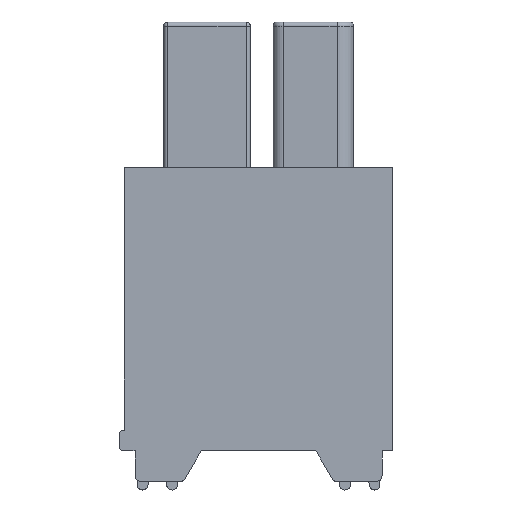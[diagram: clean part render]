
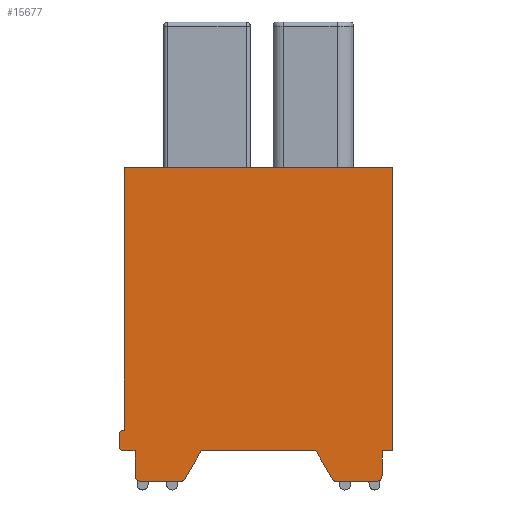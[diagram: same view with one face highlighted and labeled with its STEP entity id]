
A CAD part, left-side view. The second image highlights one B-rep face of the part: STEP entity #15677.
In plain terms, the highlighted planar face has unit normal (-1, 0, 0).
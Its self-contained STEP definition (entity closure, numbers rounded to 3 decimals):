
#6604=CARTESIAN_POINT('',(42.,14.79,-20.789));
#6605=VERTEX_POINT('',#6604);
#6606=CARTESIAN_POINT('',(42.,14.99,-20.589));
#6607=VERTEX_POINT('',#6606);
#6608=CARTESIAN_POINT('',(42.,14.79,-20.589));
#6609=DIRECTION('',(0.,0.,-1.));
#6610=DIRECTION('',(1.,0.,0.));
#6611=AXIS2_PLACEMENT_3D('',#6608,#6610,#6609);
#6612=CIRCLE('',#6611,0.2);
#6613=EDGE_CURVE('',#6605,#6607,#6612,.T.);
#6646=CARTESIAN_POINT('',(42.,14.99,-19.989));
#6647=VERTEX_POINT('',#6646);
#6648=CARTESIAN_POINT('',(42.,14.99,-20.589));
#6649=DIRECTION('',(0.,0.,1.));
#6650=VECTOR('',#6649,0.6);
#6651=LINE('',#6648,#6650);
#6652=EDGE_CURVE('',#6607,#6647,#6651,.T.);
#6677=CARTESIAN_POINT('',(42.,14.79,-19.789));
#6678=VERTEX_POINT('',#6677);
#6679=CARTESIAN_POINT('',(42.,14.79,-19.989));
#6680=DIRECTION('',(0.,1.,0.));
#6681=DIRECTION('',(1.,0.,0.));
#6682=AXIS2_PLACEMENT_3D('',#6679,#6681,#6680);
#6683=CIRCLE('',#6682,0.2);
#6684=EDGE_CURVE('',#6647,#6678,#6683,.T.);
#6710=CARTESIAN_POINT('',(42.,14.74,-19.789));
#6711=VERTEX_POINT('',#6710);
#6712=CARTESIAN_POINT('',(42.,14.79,-19.789));
#6713=DIRECTION('',(0.,-1.,0.));
#6714=VECTOR('',#6713,0.05);
#6715=LINE('',#6712,#6714);
#6716=EDGE_CURVE('',#6678,#6711,#6715,.T.);
#15520=CARTESIAN_POINT('',(42.,4.685,-22.139));
#15521=VERTEX_POINT('',#15520);
#15528=CARTESIAN_POINT('',(42.,5.465,-20.789));
#15529=VERTEX_POINT('',#15528);
#15530=CARTESIAN_POINT('',(42.,4.685,-22.139));
#15531=DIRECTION('',(0.,0.5,0.866));
#15532=VECTOR('',#15531,1.559);
#15533=LINE('',#15530,#15532);
#15534=EDGE_CURVE('',#15521,#15529,#15533,.T.);
#15545=CARTESIAN_POINT('',(42.,8.365,-14.689));
#15546=DIRECTION('',(0.,-1.,0.));
#15547=DIRECTION('',(-1.,0.,0.));
#15548=AXIS2_PLACEMENT_3D('',#15545,#15547,#15546);
#15549=PLANE('',#15548);
#15550=CARTESIAN_POINT('',(42.,4.425,-22.289));
#15551=VERTEX_POINT('',#15550);
#15552=CARTESIAN_POINT('',(42.,4.425,-21.989));
#15553=DIRECTION('',(0.,0.866,-0.5));
#15554=DIRECTION('',(-1.,0.,0.));
#15555=AXIS2_PLACEMENT_3D('',#15552,#15554,#15553);
#15556=CIRCLE('',#15555,0.3);
#15557=EDGE_CURVE('',#15521,#15551,#15556,.T.);
#15558=ORIENTED_EDGE('',*,*,#15557,.T.);
#15559=CARTESIAN_POINT('',(42.,2.565,-22.289));
#15560=VERTEX_POINT('',#15559);
#15561=CARTESIAN_POINT('',(42.,4.425,-22.289));
#15562=DIRECTION('',(0.,-1.,0.));
#15563=VECTOR('',#15562,1.861);
#15564=LINE('',#15561,#15563);
#15565=EDGE_CURVE('',#15551,#15560,#15564,.T.);
#15566=ORIENTED_EDGE('',*,*,#15565,.T.);
#15567=CARTESIAN_POINT('',(42.,2.265,-21.989));
#15568=VERTEX_POINT('',#15567);
#15569=CARTESIAN_POINT('',(42.,2.565,-21.989));
#15570=DIRECTION('',(0.,0.,-1.));
#15571=DIRECTION('',(-1.,0.,0.));
#15572=AXIS2_PLACEMENT_3D('',#15569,#15571,#15570);
#15573=CIRCLE('',#15572,0.3);
#15574=EDGE_CURVE('',#15560,#15568,#15573,.T.);
#15575=ORIENTED_EDGE('',*,*,#15574,.T.);
#15576=CARTESIAN_POINT('',(42.,2.265,-20.789));
#15577=VERTEX_POINT('',#15576);
#15578=CARTESIAN_POINT('',(42.,2.265,-21.989));
#15579=DIRECTION('',(0.,0.,1.));
#15580=VECTOR('',#15579,1.2);
#15581=LINE('',#15578,#15580);
#15582=EDGE_CURVE('',#15568,#15577,#15581,.T.);
#15583=ORIENTED_EDGE('',*,*,#15582,.T.);
#15584=CARTESIAN_POINT('',(42.,1.74,-20.789));
#15585=VERTEX_POINT('',#15584);
#15586=CARTESIAN_POINT('',(42.,2.265,-20.789));
#15587=DIRECTION('',(0.,-1.,0.));
#15588=VECTOR('',#15587,0.525);
#15589=LINE('',#15586,#15588);
#15590=EDGE_CURVE('',#15577,#15585,#15589,.T.);
#15591=ORIENTED_EDGE('',*,*,#15590,.T.);
#15592=CARTESIAN_POINT('',(42.,1.74,-7.089));
#15593=VERTEX_POINT('',#15592);
#15594=CARTESIAN_POINT('',(42.,1.74,-7.089));
#15595=DIRECTION('',(0.,0.,-1.));
#15596=VECTOR('',#15595,13.7);
#15597=LINE('',#15594,#15596);
#15598=EDGE_CURVE('',#15593,#15585,#15597,.T.);
#15599=ORIENTED_EDGE('',*,*,#15598,.F.);
#15600=CARTESIAN_POINT('',(42.,14.74,-7.089));
#15601=VERTEX_POINT('',#15600);
#15602=CARTESIAN_POINT('',(42.,1.74,-7.089));
#15603=DIRECTION('',(0.,1.,0.));
#15604=VECTOR('',#15603,13.);
#15605=LINE('',#15602,#15604);
#15606=EDGE_CURVE('',#15593,#15601,#15605,.T.);
#15607=ORIENTED_EDGE('',*,*,#15606,.T.);
#15608=CARTESIAN_POINT('',(42.,14.74,-19.789));
#15609=DIRECTION('',(0.,0.,1.));
#15610=VECTOR('',#15609,12.7);
#15611=LINE('',#15608,#15610);
#15612=EDGE_CURVE('',#6711,#15601,#15611,.T.);
#15613=ORIENTED_EDGE('',*,*,#15612,.F.);
#15614=ORIENTED_EDGE('',*,*,#6716,.F.);
#15615=ORIENTED_EDGE('',*,*,#6684,.F.);
#15616=ORIENTED_EDGE('',*,*,#6652,.F.);
#15617=ORIENTED_EDGE('',*,*,#6613,.F.);
#15618=CARTESIAN_POINT('',(42.,14.215,-20.789));
#15619=VERTEX_POINT('',#15618);
#15620=CARTESIAN_POINT('',(42.,14.79,-20.789));
#15621=DIRECTION('',(0.,-1.,0.));
#15622=VECTOR('',#15621,0.575);
#15623=LINE('',#15620,#15622);
#15624=EDGE_CURVE('',#6605,#15619,#15623,.T.);
#15625=ORIENTED_EDGE('',*,*,#15624,.T.);
#15626=CARTESIAN_POINT('',(42.,14.215,-21.989));
#15627=VERTEX_POINT('',#15626);
#15628=CARTESIAN_POINT('',(42.,14.215,-20.789));
#15629=DIRECTION('',(0.,0.,-1.));
#15630=VECTOR('',#15629,1.2);
#15631=LINE('',#15628,#15630);
#15632=EDGE_CURVE('',#15619,#15627,#15631,.T.);
#15633=ORIENTED_EDGE('',*,*,#15632,.T.);
#15634=CARTESIAN_POINT('',(42.,13.915,-22.289));
#15635=VERTEX_POINT('',#15634);
#15636=CARTESIAN_POINT('',(42.,13.915,-21.989));
#15637=DIRECTION('',(0.,1.,0.));
#15638=DIRECTION('',(-1.,0.,0.));
#15639=AXIS2_PLACEMENT_3D('',#15636,#15638,#15637);
#15640=CIRCLE('',#15639,0.3);
#15641=EDGE_CURVE('',#15627,#15635,#15640,.T.);
#15642=ORIENTED_EDGE('',*,*,#15641,.T.);
#15643=CARTESIAN_POINT('',(42.,12.054,-22.289));
#15644=VERTEX_POINT('',#15643);
#15645=CARTESIAN_POINT('',(42.,13.915,-22.289));
#15646=DIRECTION('',(0.,-1.,0.));
#15647=VECTOR('',#15646,1.861);
#15648=LINE('',#15645,#15647);
#15649=EDGE_CURVE('',#15635,#15644,#15648,.T.);
#15650=ORIENTED_EDGE('',*,*,#15649,.T.);
#15651=CARTESIAN_POINT('',(42.,11.794,-22.139));
#15652=VERTEX_POINT('',#15651);
#15653=CARTESIAN_POINT('',(42.,12.054,-21.989));
#15654=DIRECTION('',(0.,0.,-1.));
#15655=DIRECTION('',(-1.,0.,0.));
#15656=AXIS2_PLACEMENT_3D('',#15653,#15655,#15654);
#15657=CIRCLE('',#15656,0.3);
#15658=EDGE_CURVE('',#15644,#15652,#15657,.T.);
#15659=ORIENTED_EDGE('',*,*,#15658,.T.);
#15660=CARTESIAN_POINT('',(42.,11.015,-20.789));
#15661=VERTEX_POINT('',#15660);
#15662=CARTESIAN_POINT('',(42.,11.794,-22.139));
#15663=DIRECTION('',(0.,-0.5,0.866));
#15664=VECTOR('',#15663,1.559);
#15665=LINE('',#15662,#15664);
#15666=EDGE_CURVE('',#15652,#15661,#15665,.T.);
#15667=ORIENTED_EDGE('',*,*,#15666,.T.);
#15668=CARTESIAN_POINT('',(42.,5.465,-20.789));
#15669=DIRECTION('',(0.,1.,0.));
#15670=VECTOR('',#15669,5.55);
#15671=LINE('',#15668,#15670);
#15672=EDGE_CURVE('',#15529,#15661,#15671,.T.);
#15673=ORIENTED_EDGE('',*,*,#15672,.F.);
#15674=ORIENTED_EDGE('',*,*,#15534,.F.);
#15675=EDGE_LOOP('',(#15558,#15566,#15575,#15583,#15591,#15599,#15607,#15613,#15614,#15615,#15616,#15617,#15625,#15633,#15642,#15650,#15659,#15667,#15673,#15674));
#15676=FACE_OUTER_BOUND('',#15675,.T.);
#15677=ADVANCED_FACE('',(#15676),#15549,.T.);
